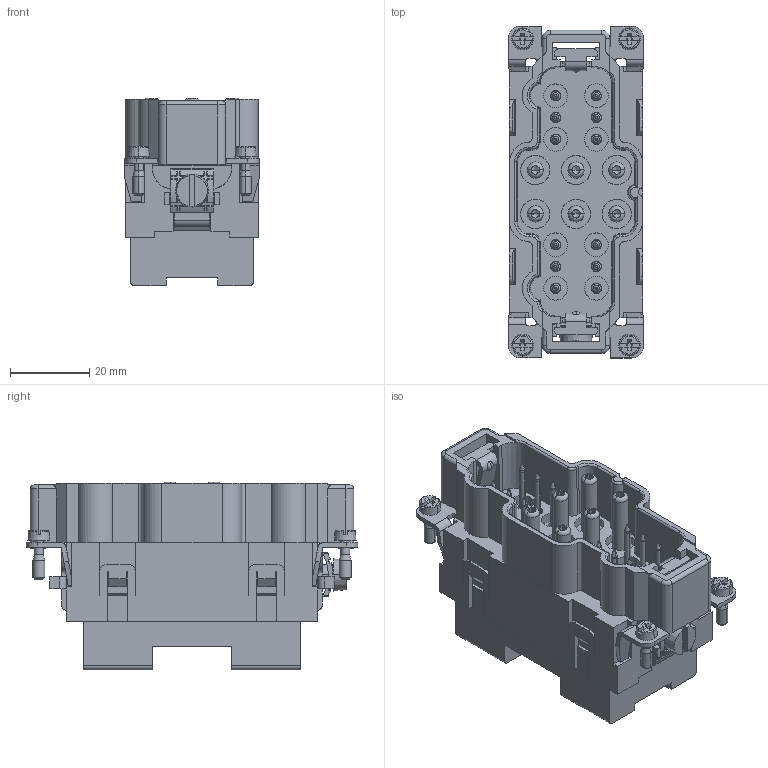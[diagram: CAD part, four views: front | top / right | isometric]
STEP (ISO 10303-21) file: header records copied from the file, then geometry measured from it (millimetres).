
FILE_DESCRIPTION(('CATIA V5 STEP','CAx-IF Rec.Pracs.--- Model Styling and Organization---1.2---2011-12-15'),'2;1');
FILE_NAME ('13473415_2_1790000000_1790000000 HDC S6 12 SAS.stp','2018-08-23T11:29:28+00:00',('none'),('Weidmueller'),'CATIA Version 5-6 Release 2014 SP4 HF52','CATIA V5 STEP AP214','none');
FILE_SCHEMA(('AUTOMOTIVE_DESIGN { 1 0 10303 214 1 1 1 1 }'));
Products named in the file (1): 1790000000
Bounding box: 34 x 84 x 47.45 mm (x, y, z)
Volume: 49301.7 mm3; surface area: 63828 mm2
Topology: 12 solids, 20 shells, 4792 faces, 13467 edges, 8550 vertices
Faces by surface type: plane 3036, cylinder 1048, cone 347, torus 169, sphere 148, bspline 44
Entity records: 152747 total; most frequent: CARTESIAN_POINT 36019, ORIENTED_EDGE 26718, DIRECTION 19919, EDGE_CURVE 13359, VECTOR 9529, LINE 9529, VERTEX_POINT 8550, AXIS2_PLACEMENT_3D 6496
